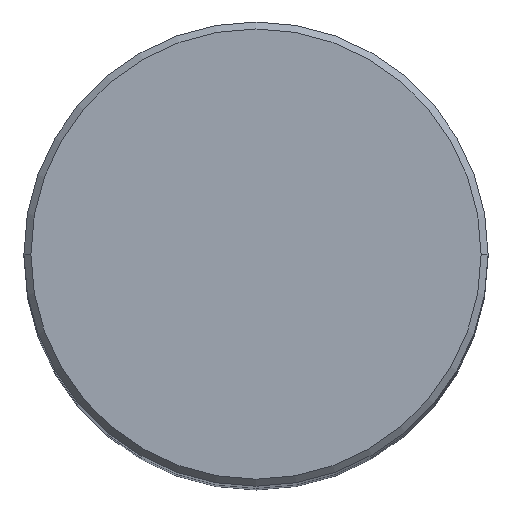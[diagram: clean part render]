
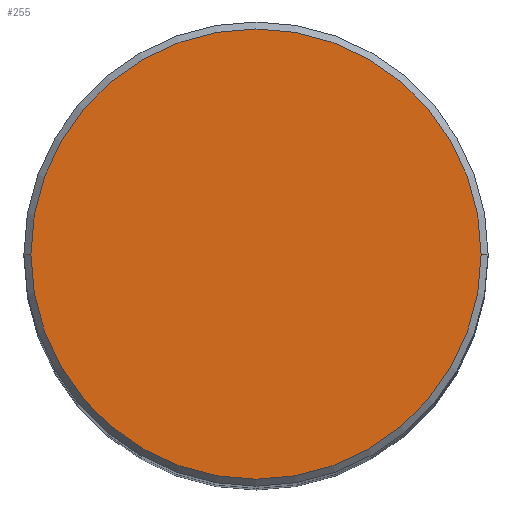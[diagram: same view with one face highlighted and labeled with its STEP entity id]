
A CAD part, top view. The second image highlights one B-rep face of the part: STEP entity #255.
In plain terms, the highlighted planar face has unit normal (0, 0, 1).
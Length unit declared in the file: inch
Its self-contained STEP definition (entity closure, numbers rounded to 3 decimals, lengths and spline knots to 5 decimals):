
#42 = EDGE_CURVE ( 'NONE', #80, #98, #136, .T. ) ;
#48 = DIRECTION ( 'NONE',  ( 0., 0., 1. ) ) ;
#55 = AXIS2_PLACEMENT_3D ( 'NONE', #155, #48, #252 ) ;
#80 = VERTEX_POINT ( 'NONE', #101 ) ;
#98 = VERTEX_POINT ( 'NONE', #146 ) ;
#101 = CARTESIAN_POINT ( 'NONE',  ( 0.485, 0., 5. ) ) ;
#104 = EDGE_CURVE ( 'NONE', #98, #80, #166, .T. ) ;
#128 = EDGE_LOOP ( 'NONE', ( #241, #287 ) ) ;
#136 = CIRCLE ( 'NONE', #139, 0.485 ) ;
#139 = AXIS2_PLACEMENT_3D ( 'NONE', #201, #167, #221 ) ;
#146 = CARTESIAN_POINT ( 'NONE',  ( -0.485, 0., 5. ) ) ;
#150 = CARTESIAN_POINT ( 'NONE',  ( 0., 0., 5. ) ) ;
#153 = PLANE ( 'NONE',  #55 ) ;
#155 = CARTESIAN_POINT ( 'NONE',  ( 0., 0., 5. ) ) ;
#166 = CIRCLE ( 'NONE', #238, 0.485 ) ;
#167 = DIRECTION ( 'NONE',  ( 0., 0., 1. ) ) ;
#194 = DIRECTION ( 'NONE',  ( 1., 0., 0. ) ) ;
#201 = CARTESIAN_POINT ( 'NONE',  ( 0., 0., 5. ) ) ;
#221 = DIRECTION ( 'NONE',  ( 1., 0., 0. ) ) ;
#229 = DIRECTION ( 'NONE',  ( 0., 0., 1. ) ) ;
#233 = FACE_OUTER_BOUND ( 'NONE', #128, .T. ) ;
#238 = AXIS2_PLACEMENT_3D ( 'NONE', #150, #229, #194 ) ;
#241 = ORIENTED_EDGE ( 'NONE', *, *, #104, .T. ) ;
#252 = DIRECTION ( 'NONE',  ( 1., 0., 0. ) ) ;
#255 = ADVANCED_FACE ( 'NONE', ( #233 ), #153, .T. ) ;
#287 = ORIENTED_EDGE ( 'NONE', *, *, #42, .T. ) ;
